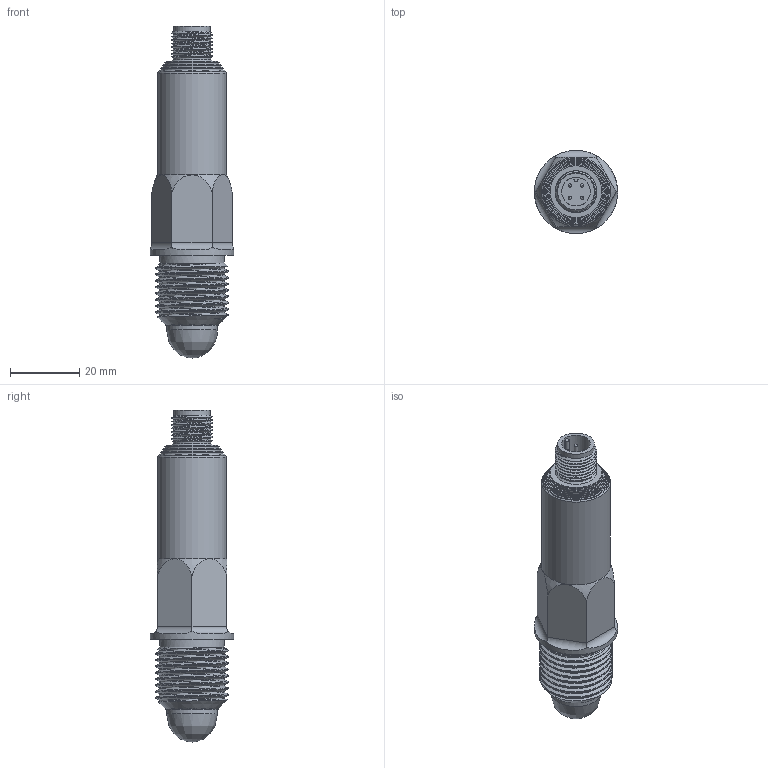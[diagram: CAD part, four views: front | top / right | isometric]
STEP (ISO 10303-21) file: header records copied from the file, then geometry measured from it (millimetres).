
FILE_DESCRIPTION(/* description */ ('Unknown'),/* implementation_level */ '2;1');
FILE_NAME(/* name */ 'RFLS-24N-1-G-_-CP',/* time_stamp */ '2025-01-29T13:09:55+01:00',/* author */ ('Unknown'),/* organization */ ('Unknown'),/* preprocessor_version */ 'ST-DEVELOPER v18.1',/* originating_system */ 'Solid Edge',/* authorisation */ 'Unknown');
FILE_SCHEMA (('AUTOMOTIVE_DESIGN {1 0 10303 214 3 1 1}'));
Length unit declared in the file: millimetre
Products named in the file (1): RFLS-24N-1-G-_-CP
Bounding box: 24 x 24 x 95.7 mm (x, y, z)
Volume: 25765.1 mm3; surface area: 7404.7 mm2
Topology: 1 solids, 1 shells, 71 faces, 169 edges, 110 vertices
Faces by surface type: cylinder 27, plane 21, bspline 8, cone 7, torus 4, sphere 4
Full cylindrical faces by diameter (mm): 1 x4, 8.3 x1, 10.6 x1, 10.775 x1, 14.7 x1, 14.96 x1, 15.587 x1, 16.215 x1, 16.842 x1, 17.47 x1, 18.097 x1, 18.631 x1, 19.9 x1, 24 x1
Entity records: 12824 total; most frequent: CARTESIAN_POINT 10925, DIRECTION 258, ORIENTED_EDGE 240, EDGE_CURVE 120, AXIS2_PLACEMENT_3D 119, FACE_BOUND 111, EDGE_LOOP 110, VERTEX_POINT 93
